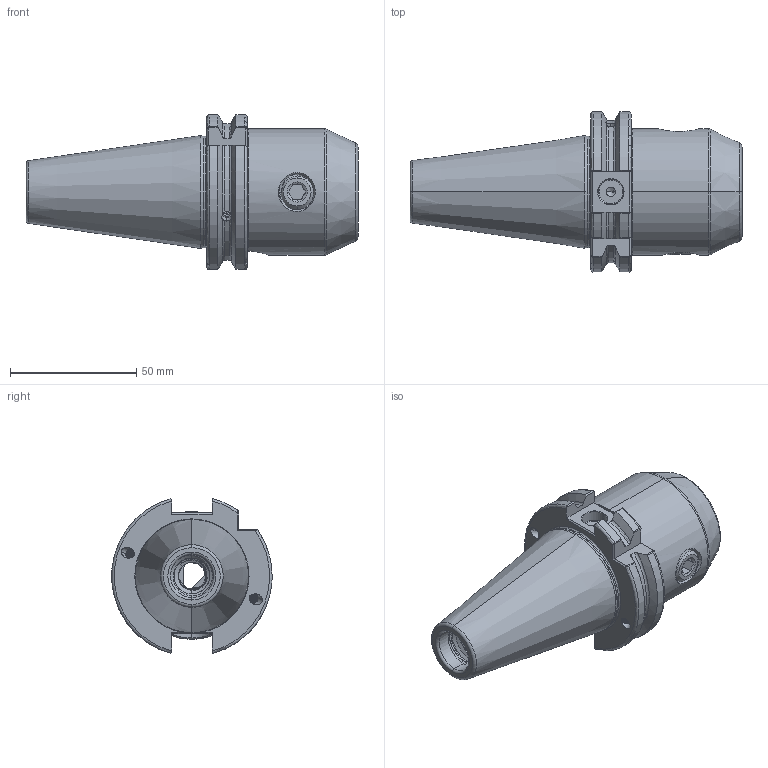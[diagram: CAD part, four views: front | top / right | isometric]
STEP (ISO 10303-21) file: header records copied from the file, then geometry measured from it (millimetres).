
FILE_DESCRIPTION (( 'STEP AP203' ), '1' );
FILE_NAME ('403.05.18.STEP', '2016-11-25T08:43:04', ( '' ), ( '' ), 'SwSTEP 2.0', 'SolidWorks 2012', '' );
FILE_SCHEMA (( 'CONFIG_CONTROL_DESIGN' ));
Length unit declared in the file: millimetre
Products named in the file (3): 側固14_M14x2_16L; 403.05.18
Assembly tree (2 placements, depth 2):
  403.05.18
    403.05.18
    側固14_M14x2_16L
Bounding box: 131.4 x 63.41 x 61.24 mm (x, y, z)
Volume: 166208.2 mm3; surface area: 34013.6 mm2
Topology: 2 solids, 2 shells, 355 faces, 995 edges, 632 vertices
Faces by surface type: cylinder 179, plane 54, cone 46, torus 38, bspline 36, sphere 2
Entity records: 30249 total; most frequent: CARTESIAN_POINT 22159, ORIENTED_EDGE 1958, DIRECTION 1294, EDGE_CURVE 979, VERTEX_POINT 632, AXIS2_PLACEMENT_3D 507, EDGE_LOOP 371, FACE_OUTER_BOUND 355
